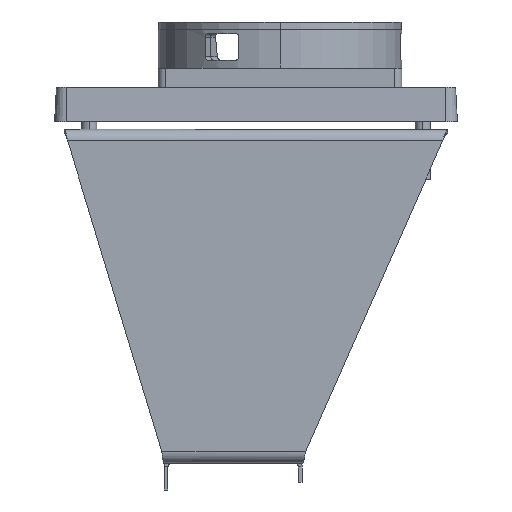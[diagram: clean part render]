
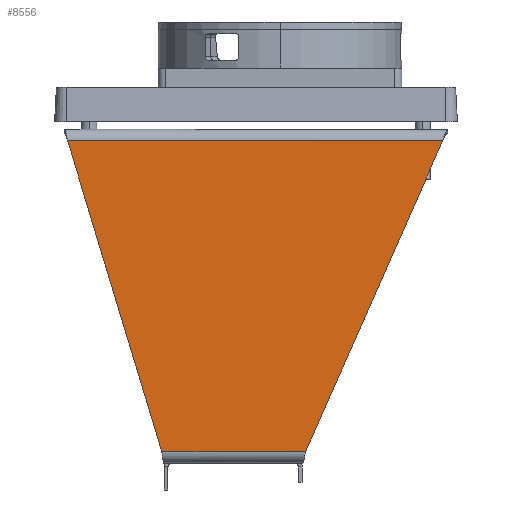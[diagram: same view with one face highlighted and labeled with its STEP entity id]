
A CAD part, left-side view. The second image highlights one B-rep face of the part: STEP entity #8556.
In plain terms, the highlighted planar face has unit normal (-1, 0, 0).
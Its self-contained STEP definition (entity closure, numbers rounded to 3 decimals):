
#6249=DIRECTION('',(0.,1.,0.));
#6250=VECTOR('',#6249,97.767);
#6251=CARTESIAN_POINT('',(-44.,-38.624,84.));
#6252=LINE('',#6251,#6250);
#6289=DIRECTION('',(0.,0.404,-0.915));
#6290=VECTOR('',#6289,88.535);
#6291=CARTESIAN_POINT('',(-44.,-38.624,84.));
#6292=LINE('',#6291,#6290);
#6296=DIRECTION('',(0.,0.29,0.957));
#6297=VECTOR('',#6296,84.635);
#6298=CARTESIAN_POINT('',(-44.,34.606,3.));
#6299=LINE('',#6298,#6297);
#6701=DIRECTION('',(0.,-1.,0.));
#6702=VECTOR('',#6701,37.488);
#6703=CARTESIAN_POINT('',(-44.,34.606,3.));
#6704=LINE('',#6703,#6702);
#8067=CARTESIAN_POINT('',(-44.,59.144,84.));
#8068=VERTEX_POINT('',#8067);
#8069=CARTESIAN_POINT('',(-44.,34.606,3.));
#8070=VERTEX_POINT('',#8069);
#8071=CARTESIAN_POINT('',(-44.,-38.624,84.));
#8072=VERTEX_POINT('',#8071);
#8075=CARTESIAN_POINT('',(-44.,-2.882,3.));
#8076=VERTEX_POINT('',#8075);
#8543=CARTESIAN_POINT('',(-44.,60.053,87.));
#8544=DIRECTION('',(1.,0.,0.));
#8545=DIRECTION('',(0.,0.,-1.));
#8546=AXIS2_PLACEMENT_3D('',#8543,#8544,#8545);
#8547=PLANE('',#8546);
#8548=ORIENTED_EDGE('',*,*,#8526,.F.);
#8550=ORIENTED_EDGE('',*,*,#8549,.T.);
#8552=ORIENTED_EDGE('',*,*,#8551,.F.);
#8553=ORIENTED_EDGE('',*,*,#8454,.T.);
#8554=EDGE_LOOP('',(#8548,#8550,#8552,#8553));
#8555=FACE_OUTER_BOUND('',#8554,.F.);
#8454=EDGE_CURVE('',#8070,#8068,#6299,.T.);
#8526=EDGE_CURVE('',#8072,#8068,#6252,.T.);
#8549=EDGE_CURVE('',#8072,#8076,#6292,.T.);
#8551=EDGE_CURVE('',#8070,#8076,#6704,.T.);
#8556=ADVANCED_FACE('',(#8555),#8547,.F.);
